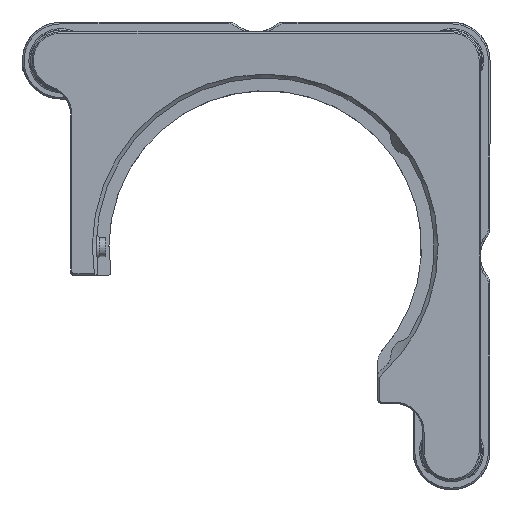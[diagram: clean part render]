
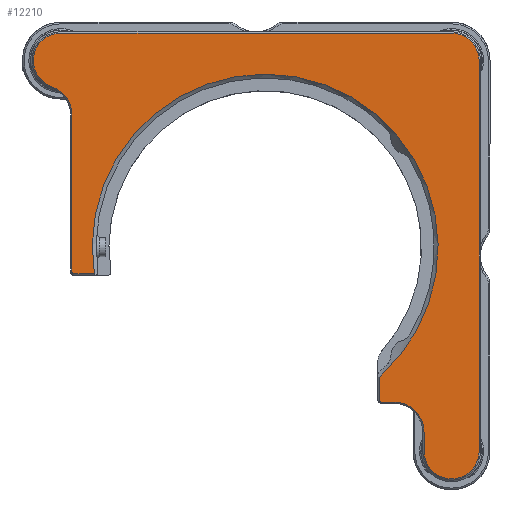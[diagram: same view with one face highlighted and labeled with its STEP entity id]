
A CAD part, left-side view. The second image highlights one B-rep face of the part: STEP entity #12210.
In plain terms, the highlighted planar face has unit normal (-1, 0, 0).
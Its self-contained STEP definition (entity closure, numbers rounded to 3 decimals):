
#7 = CARTESIAN_POINT ( 'NONE',  ( -15.976, -31.817, 12.5 ) ) ;
#23 = VERTEX_POINT ( 'NONE', #15942 ) ;
#124 = VERTEX_POINT ( 'NONE', #8378 ) ;
#160 = CIRCLE ( 'NONE', #13644, 4.3 ) ;
#337 = DIRECTION ( 'NONE',  ( 0., 0., 1. ) ) ;
#432 = FACE_OUTER_BOUND ( 'NONE', #1189, .T. ) ;
#578 = VECTOR ( 'NONE', #10473, 1000. ) ;
#652 = DIRECTION ( 'NONE',  ( 0., 0., -1. ) ) ;
#670 = VERTEX_POINT ( 'NONE', #12105 ) ;
#802 = DIRECTION ( 'NONE',  ( 1., 0., 0. ) ) ;
#1137 = DIRECTION ( 'NONE',  ( 0., 0., 1. ) ) ;
#1176 = AXIS2_PLACEMENT_3D ( 'NONE', #7562, #802, #13014 ) ;
#1189 = EDGE_LOOP ( 'NONE', ( #8397, #5607, #3564, #6201, #17029, #2568, #2011, #1670, #6049, #3539, #2684, #8853, #12513, #17351, #13735, #13952, #2891 ) ) ;
#1219 = LINE ( 'NONE', #13421, #1221 ) ;
#1221 = VECTOR ( 'NONE', #1137, 1000. ) ;
#1311 = EDGE_CURVE ( 'NONE', #10769, #8039, #5186, .T. ) ;
#1670 = ORIENTED_EDGE ( 'NONE', *, *, #8991, .F. ) ;
#1768 = EDGE_CURVE ( 'NONE', #13052, #12406, #15268, .T. ) ;
#1862 = DIRECTION ( 'NONE',  ( 0., -1., 0. ) ) ;
#1972 = CARTESIAN_POINT ( 'NONE',  ( -15.976, -22.817, -40.8 ) ) ;
#2011 = ORIENTED_EDGE ( 'NONE', *, *, #8147, .F. ) ;
#2092 = AXIS2_PLACEMENT_3D ( 'NONE', #12778, #3634, #8981 ) ;
#2163 = EDGE_CURVE ( 'NONE', #8039, #3428, #11715, .T. ) ;
#2283 = CARTESIAN_POINT ( 'NONE',  ( -15.976, 30.599, 8.44 ) ) ;
#2340 = VERTEX_POINT ( 'NONE', #17132 ) ;
#2568 = ORIENTED_EDGE ( 'NONE', *, *, #16669, .F. ) ;
#2663 = CARTESIAN_POINT ( 'NONE',  ( -15.976, -27.517, -45.5 ) ) ;
#2684 = ORIENTED_EDGE ( 'NONE', *, *, #17145, .F. ) ;
#2831 = VERTEX_POINT ( 'NONE', #9793 ) ;
#2891 = ORIENTED_EDGE ( 'NONE', *, *, #14245, .F. ) ;
#3101 = EDGE_CURVE ( 'NONE', #4332, #9012, #15200, .T. ) ;
#3294 = CARTESIAN_POINT ( 'NONE',  ( -15.976, -36.117, -48.5 ) ) ;
#3314 = EDGE_CURVE ( 'NONE', #2340, #4661, #11827, .T. ) ;
#3428 = VERTEX_POINT ( 'NONE', #7905 ) ;
#3505 = DIRECTION ( 'NONE',  ( 1., 0., 0. ) ) ;
#3539 = ORIENTED_EDGE ( 'NONE', *, *, #3101, .F. ) ;
#3564 = ORIENTED_EDGE ( 'NONE', *, *, #1768, .F. ) ;
#3634 = DIRECTION ( 'NONE',  ( 1., 0., 0. ) ) ;
#3702 = CARTESIAN_POINT ( 'NONE',  ( -15.976, 29.183, 12.5 ) ) ;
#3707 = CARTESIAN_POINT ( 'NONE',  ( -15.976, -2.717, -16.6 ) ) ;
#4039 = DIRECTION ( 'NONE',  ( 1., 0., 0. ) ) ;
#4250 = DIRECTION ( 'NONE',  ( 1., 0., 0. ) ) ;
#4295 = AXIS2_PLACEMENT_3D ( 'NONE', #12893, #10330, #11567 ) ;
#4332 = VERTEX_POINT ( 'NONE', #15068 ) ;
#4470 = VERTEX_POINT ( 'NONE', #15568 ) ;
#4661 = VERTEX_POINT ( 'NONE', #12025 ) ;
#4859 = DIRECTION ( 'NONE',  ( -1., 0., 0. ) ) ;
#4993 = DIRECTION ( 'NONE',  ( 0., 0., -1. ) ) ;
#5186 = CIRCLE ( 'NONE', #6322, 4.7 ) ;
#5285 = VECTOR ( 'NONE', #337, 1000. ) ;
#5459 = EDGE_CURVE ( 'NONE', #23, #16848, #6936, .T. ) ;
#5563 = EDGE_CURVE ( 'NONE', #670, #2831, #16180, .T. ) ;
#5607 = ORIENTED_EDGE ( 'NONE', *, *, #10025, .F. ) ;
#5633 = PLANE ( 'NONE',  #11426 ) ;
#5671 = CARTESIAN_POINT ( 'NONE',  ( -15.976, 27.446, 4.002 ) ) ;
#5730 = VECTOR ( 'NONE', #10482, 1000. ) ;
#5916 = CARTESIAN_POINT ( 'NONE',  ( -15.976, -31.817, 16.8 ) ) ;
#6049 = ORIENTED_EDGE ( 'NONE', *, *, #10890, .F. ) ;
#6073 = CARTESIAN_POINT ( 'NONE',  ( -15.976, -20.517, -40.5 ) ) ;
#6201 = ORIENTED_EDGE ( 'NONE', *, *, #9675, .F. ) ;
#6213 = DIRECTION ( 'NONE',  ( -1., 0., 0. ) ) ;
#6322 = AXIS2_PLACEMENT_3D ( 'NONE', #10318, #6213, #11465 ) ;
#6352 = DIRECTION ( 'NONE',  ( 0., 0., -1. ) ) ;
#6435 = DIRECTION ( 'NONE',  ( 1., 0., 0. ) ) ;
#6540 = DIRECTION ( 'NONE',  ( 0., 0., -1. ) ) ;
#6574 = VECTOR ( 'NONE', #1862, 1000. ) ;
#6936 = CIRCLE ( 'NONE', #11681, 4.7 ) ;
#7088 = CIRCLE ( 'NONE', #4295, 4.3 ) ;
#7400 = DIRECTION ( 'NONE',  ( 1., 0., 0. ) ) ;
#7471 = DIRECTION ( 'NONE',  ( 0., 1., 0. ) ) ;
#7562 = CARTESIAN_POINT ( 'NONE',  ( -15.976, 27.146, -20.5 ) ) ;
#7763 = AXIS2_PLACEMENT_3D ( 'NONE', #3707, #6435, #6352 ) ;
#7880 = CARTESIAN_POINT ( 'NONE',  ( -15.976, -36.117, 12.5 ) ) ;
#7905 = CARTESIAN_POINT ( 'NONE',  ( -15.976, 33.483, 12.5 ) ) ;
#8039 = VERTEX_POINT ( 'NONE', #2283 ) ;
#8118 = VERTEX_POINT ( 'NONE', #11923 ) ;
#8147 = EDGE_CURVE ( 'NONE', #14974, #8118, #16412, .T. ) ;
#8378 = CARTESIAN_POINT ( 'NONE',  ( -15.976, -36.117, -48.5 ) ) ;
#8397 = ORIENTED_EDGE ( 'NONE', *, *, #5563, .T. ) ;
#8429 = CARTESIAN_POINT ( 'NONE',  ( -15.976, -20.517, -36.5 ) ) ;
#8826 = AXIS2_PLACEMENT_3D ( 'NONE', #17378, #4039, #13163 ) ;
#8853 = ORIENTED_EDGE ( 'NONE', *, *, #16080, .F. ) ;
#8981 = DIRECTION ( 'NONE',  ( 0., 0., -1. ) ) ;
#8991 = EDGE_CURVE ( 'NONE', #124, #14974, #160, .T. ) ;
#9012 = VERTEX_POINT ( 'NONE', #7880 ) ;
#9336 = LINE ( 'NONE', #2663, #5730 ) ;
#9675 = EDGE_CURVE ( 'NONE', #16848, #13052, #10190, .T. ) ;
#9751 = AXIS2_PLACEMENT_3D ( 'NONE', #3702, #7400, #11678 ) ;
#9793 = CARTESIAN_POINT ( 'NONE',  ( -15.976, -20.517, -36.902 ) ) ;
#10025 = EDGE_CURVE ( 'NONE', #12406, #2831, #13426, .T. ) ;
#10190 = LINE ( 'NONE', #15390, #13166 ) ;
#10199 = DIRECTION ( 'NONE',  ( 0., 0., -1. ) ) ;
#10318 = CARTESIAN_POINT ( 'NONE',  ( -15.976, 32.146, 4.002 ) ) ;
#10330 = DIRECTION ( 'NONE',  ( 1., 0., 0. ) ) ;
#10473 = DIRECTION ( 'NONE',  ( 0., 1., 0. ) ) ;
#10482 = DIRECTION ( 'NONE',  ( 0., 0., 1. ) ) ;
#10769 = VERTEX_POINT ( 'NONE', #5671 ) ;
#10890 = EDGE_CURVE ( 'NONE', #9012, #124, #16647, .T. ) ;
#11058 = CARTESIAN_POINT ( 'NONE',  ( -15.976, -1.317, -18. ) ) ;
#11236 = DIRECTION ( 'NONE',  ( 0., 0., -1. ) ) ;
#11426 = AXIS2_PLACEMENT_3D ( 'NONE', #11058, #16427, #11236 ) ;
#11465 = DIRECTION ( 'NONE',  ( 0., 0., -1. ) ) ;
#11567 = DIRECTION ( 'NONE',  ( 0., 0., -1. ) ) ;
#11678 = DIRECTION ( 'NONE',  ( 0., 0., -1. ) ) ;
#11681 = AXIS2_PLACEMENT_3D ( 'NONE', #16805, #4859, #10199 ) ;
#11715 = CIRCLE ( 'NONE', #9751, 4.3 ) ;
#11827 = CIRCLE ( 'NONE', #1176, 0.3 ) ;
#11923 = CARTESIAN_POINT ( 'NONE',  ( -15.976, -27.517, -48.5 ) ) ;
#12025 = CARTESIAN_POINT ( 'NONE',  ( -15.976, 27.446, -20.5 ) ) ;
#12105 = CARTESIAN_POINT ( 'NONE',  ( -15.976, 23.954, -20.8 ) ) ;
#12210 = ADVANCED_FACE ( 'NONE', ( #432 ), #5633, .T. ) ;
#12406 = VERTEX_POINT ( 'NONE', #6073 ) ;
#12513 = ORIENTED_EDGE ( 'NONE', *, *, #2163, .F. ) ;
#12778 = CARTESIAN_POINT ( 'NONE',  ( -15.976, -20.817, -40.5 ) ) ;
#12833 = LINE ( 'NONE', #5916, #6574 ) ;
#12893 = CARTESIAN_POINT ( 'NONE',  ( -15.976, 29.183, 12.5 ) ) ;
#13014 = DIRECTION ( 'NONE',  ( 0., 0., -1. ) ) ;
#13052 = VERTEX_POINT ( 'NONE', #14002 ) ;
#13163 = DIRECTION ( 'NONE',  ( 0., 0., -1. ) ) ;
#13166 = VECTOR ( 'NONE', #7471, 1000. ) ;
#13421 = CARTESIAN_POINT ( 'NONE',  ( -15.976, 27.446, 4.002 ) ) ;
#13426 = LINE ( 'NONE', #8429, #5285 ) ;
#13644 = AXIS2_PLACEMENT_3D ( 'NONE', #17017, #3505, #4993 ) ;
#13735 = ORIENTED_EDGE ( 'NONE', *, *, #15778, .F. ) ;
#13952 = ORIENTED_EDGE ( 'NONE', *, *, #3314, .F. ) ;
#14002 = CARTESIAN_POINT ( 'NONE',  ( -15.976, -20.817, -40.8 ) ) ;
#14245 = EDGE_CURVE ( 'NONE', #670, #2340, #17240, .T. ) ;
#14974 = VERTEX_POINT ( 'NONE', #15540 ) ;
#15068 = CARTESIAN_POINT ( 'NONE',  ( -15.976, -31.817, 16.8 ) ) ;
#15200 = CIRCLE ( 'NONE', #15478, 4.3 ) ;
#15268 = CIRCLE ( 'NONE', #2092, 0.3 ) ;
#15390 = CARTESIAN_POINT ( 'NONE',  ( -15.976, -20.817, -40.8 ) ) ;
#15478 = AXIS2_PLACEMENT_3D ( 'NONE', #7, #4250, #6540 ) ;
#15540 = CARTESIAN_POINT ( 'NONE',  ( -15.976, -31.817, -52.8 ) ) ;
#15568 = CARTESIAN_POINT ( 'NONE',  ( -15.976, 29.183, 16.8 ) ) ;
#15778 = EDGE_CURVE ( 'NONE', #4661, #10769, #1219, .T. ) ;
#15929 = CARTESIAN_POINT ( 'NONE',  ( -15.976, 27.146, -20.8 ) ) ;
#15942 = CARTESIAN_POINT ( 'NONE',  ( -15.976, -27.517, -45.5 ) ) ;
#16080 = EDGE_CURVE ( 'NONE', #3428, #4470, #7088, .T. ) ;
#16180 = CIRCLE ( 'NONE', #7763, 27. ) ;
#16412 = CIRCLE ( 'NONE', #8826, 4.3 ) ;
#16427 = DIRECTION ( 'NONE',  ( -1., 0., 0. ) ) ;
#16484 = VECTOR ( 'NONE', #652, 1000. ) ;
#16647 = LINE ( 'NONE', #3294, #16484 ) ;
#16669 = EDGE_CURVE ( 'NONE', #8118, #23, #9336, .T. ) ;
#16805 = CARTESIAN_POINT ( 'NONE',  ( -15.976, -22.817, -45.5 ) ) ;
#16848 = VERTEX_POINT ( 'NONE', #1972 ) ;
#17017 = CARTESIAN_POINT ( 'NONE',  ( -15.976, -31.817, -48.5 ) ) ;
#17029 = ORIENTED_EDGE ( 'NONE', *, *, #5459, .F. ) ;
#17132 = CARTESIAN_POINT ( 'NONE',  ( -15.976, 27.146, -20.8 ) ) ;
#17145 = EDGE_CURVE ( 'NONE', #4470, #4332, #12833, .T. ) ;
#17240 = LINE ( 'NONE', #15929, #578 ) ;
#17351 = ORIENTED_EDGE ( 'NONE', *, *, #1311, .F. ) ;
#17378 = CARTESIAN_POINT ( 'NONE',  ( -15.976, -31.817, -48.5 ) ) ;
